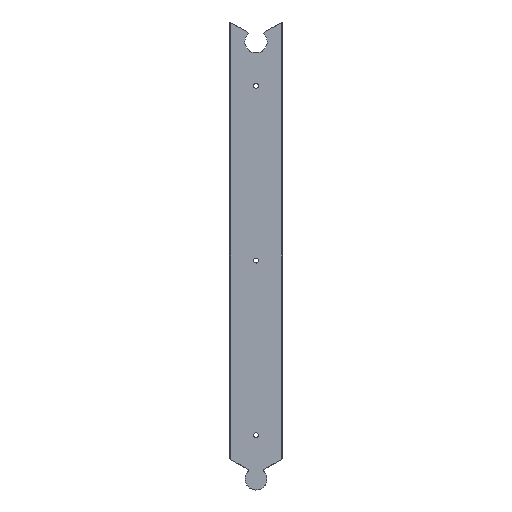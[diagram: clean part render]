
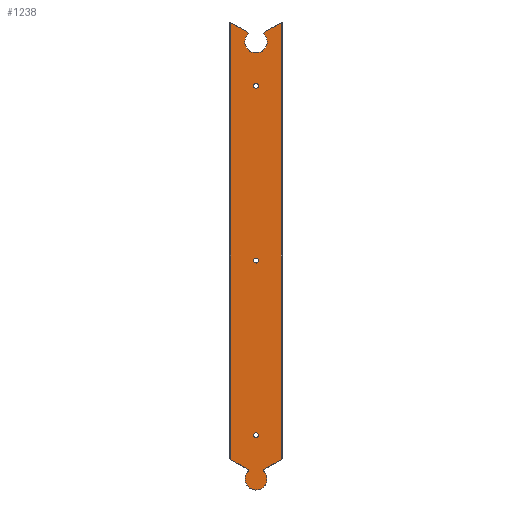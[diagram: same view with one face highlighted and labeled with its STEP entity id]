
A CAD part, front view. The second image highlights one B-rep face of the part: STEP entity #1238.
In plain terms, the highlighted planar face has unit normal (0, -1, 0).
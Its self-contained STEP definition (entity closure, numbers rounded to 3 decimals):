
#366=DIRECTION('',(0.866,0.,0.5));
#367=VECTOR('',#366,22.205);
#368=CARTESIAN_POINT('',(9.77,0.,-511.749));
#369=LINE('',#368,#367);
#373=CARTESIAN_POINT('',(9.261,0.,-514.978));
#374=CARTESIAN_POINT('',(9.076,0.,-514.77));
#375=CARTESIAN_POINT('',(8.831,0.,-514.361));
#376=CARTESIAN_POINT('',(8.674,0.,-513.608));
#377=CARTESIAN_POINT('',(8.794,0.,-512.865));
#378=CARTESIAN_POINT('',(9.169,0.,-512.201));
#379=CARTESIAN_POINT('',(9.544,0.,-511.879));
#380=CARTESIAN_POINT('',(9.77,0.,-511.749));
#385=CARTESIAN_POINT('',(-9.261,0.,-514.978));
#386=CARTESIAN_POINT('',(-10.012,0.,-515.819));
#387=CARTESIAN_POINT('',(-11.257,0.,-517.673));
#388=CARTESIAN_POINT('',(-12.332,0.,-520.879));
#389=CARTESIAN_POINT('',(-12.507,0.,-524.254));
#390=CARTESIAN_POINT('',(-11.787,0.,-527.541));
#391=CARTESIAN_POINT('',(-10.168,0.,-530.589));
#392=CARTESIAN_POINT('',(-7.805,0.,-533.052));
#393=CARTESIAN_POINT('',(-4.879,0.,-534.786));
#394=CARTESIAN_POINT('',(-1.607,0.,-535.669));
#395=CARTESIAN_POINT('',(1.774,0.,-535.646));
#396=CARTESIAN_POINT('',(5.021,0.,-534.724));
#397=CARTESIAN_POINT('',(7.903,0.,-532.97));
#398=CARTESIAN_POINT('',(10.218,0.,-530.514));
#399=CARTESIAN_POINT('',(11.799,0.,-527.498));
#400=CARTESIAN_POINT('',(12.505,0.,-524.252));
#401=CARTESIAN_POINT('',(12.335,0.,-520.886));
#402=CARTESIAN_POINT('',(11.255,0.,-517.667));
#403=CARTESIAN_POINT('',(10.01,0.,-515.817));
#404=CARTESIAN_POINT('',(9.261,0.,-514.978));
#409=CARTESIAN_POINT('',(-9.77,0.,-511.749));
#410=CARTESIAN_POINT('',(-9.544,0.,-511.879));
#411=CARTESIAN_POINT('',(-9.169,0.,-512.201));
#412=CARTESIAN_POINT('',(-8.794,0.,-512.865));
#413=CARTESIAN_POINT('',(-8.674,0.,-513.609));
#414=CARTESIAN_POINT('',(-8.831,0.,-514.361));
#415=CARTESIAN_POINT('',(-9.076,0.,-514.77));
#416=CARTESIAN_POINT('',(-9.261,0.,-514.978));
#421=DIRECTION('',(0.866,0.,-0.5));
#422=VECTOR('',#421,22.205);
#423=CARTESIAN_POINT('',(-29.,0.,-500.646));
#424=LINE('',#423,#422);
#428=DIRECTION('',(-0.866,0.,0.5));
#429=VECTOR('',#428,22.032);
#430=CARTESIAN_POINT('',(-9.92,0.,-11.709));
#431=LINE('',#430,#429);
#435=CARTESIAN_POINT('',(-9.481,0.,-14.472));
#436=CARTESIAN_POINT('',(-9.287,0.,-14.254));
#437=CARTESIAN_POINT('',(-9.043,0.,-13.8));
#438=CARTESIAN_POINT('',(-8.98,0.,-12.975));
#439=CARTESIAN_POINT('',(-9.292,0.,-12.214));
#440=CARTESIAN_POINT('',(-9.673,0.,-11.851));
#441=CARTESIAN_POINT('',(-9.92,0.,-11.709));
#446=CARTESIAN_POINT('',(0.,0.,-22.92));
#447=DIRECTION('',(0.,1.,0.));
#448=DIRECTION('',(0.747,0.,0.664));
#449=AXIS2_PLACEMENT_3D('',#446,#447,#448);
#454=CARTESIAN_POINT('',(9.92,0.,-11.709));
#455=CARTESIAN_POINT('',(9.673,0.,-11.851));
#456=CARTESIAN_POINT('',(9.292,0.,-12.214));
#457=CARTESIAN_POINT('',(8.98,0.,-12.975));
#458=CARTESIAN_POINT('',(9.043,0.,-13.8));
#459=CARTESIAN_POINT('',(9.287,0.,-14.254));
#460=CARTESIAN_POINT('',(9.481,0.,-14.472));
#465=DIRECTION('',(-0.866,0.,-0.5));
#466=VECTOR('',#465,22.032);
#467=CARTESIAN_POINT('',(29.,0.,-0.693));
#468=LINE('',#467,#466);
#472=CARTESIAN_POINT('',(0.,0.,-73.07));
#473=DIRECTION('',(0.,1.,0.));
#474=DIRECTION('',(0.,0.,-1.));
#475=AXIS2_PLACEMENT_3D('',#472,#473,#474);
#480=CARTESIAN_POINT('',(0.,0.,-73.07));
#481=DIRECTION('',(0.,1.,0.));
#482=DIRECTION('',(0.,0.,1.));
#483=AXIS2_PLACEMENT_3D('',#480,#481,#482);
#488=CARTESIAN_POINT('',(0.,0.,-273.07));
#489=DIRECTION('',(0.,1.,0.));
#490=DIRECTION('',(0.,0.,-1.));
#491=AXIS2_PLACEMENT_3D('',#488,#489,#490);
#496=CARTESIAN_POINT('',(0.,0.,-273.07));
#497=DIRECTION('',(0.,1.,0.));
#498=DIRECTION('',(0.,0.,1.));
#499=AXIS2_PLACEMENT_3D('',#496,#497,#498);
#504=CARTESIAN_POINT('',(0.,0.,-473.07));
#505=DIRECTION('',(0.,1.,0.));
#506=DIRECTION('',(0.,0.,-1.));
#507=AXIS2_PLACEMENT_3D('',#504,#505,#506);
#512=CARTESIAN_POINT('',(0.,0.,-473.07));
#513=DIRECTION('',(0.,1.,0.));
#514=DIRECTION('',(0.,0.,1.));
#515=AXIS2_PLACEMENT_3D('',#512,#513,#514);
#569=DIRECTION('',(0.,0.,1.));
#570=VECTOR('',#569,499.954);
#571=CARTESIAN_POINT('',(-29.,0.,-500.646));
#572=LINE('',#571,#570);
#674=DIRECTION('',(0.,0.,-1.));
#675=VECTOR('',#674,499.954);
#676=CARTESIAN_POINT('',(29.,0.,-0.693));
#677=LINE('',#676,#675);
#829=CARTESIAN_POINT('',(-29.,0.,-500.646));
#831=VERTEX_POINT('',#829);
#836=CARTESIAN_POINT('',(9.491,0.,-14.482));
#837=CARTESIAN_POINT('',(-9.491,0.,-14.482));
#838=VERTEX_POINT('',#836);
#839=VERTEX_POINT('',#837);
#843=CARTESIAN_POINT('',(-9.92,0.,-11.709));
#845=VERTEX_POINT('',#843);
#846=CARTESIAN_POINT('',(9.77,0.,-511.749));
#847=CARTESIAN_POINT('',(29.,0.,-500.646));
#848=VERTEX_POINT('',#846);
#849=VERTEX_POINT('',#847);
#854=CARTESIAN_POINT('',(-9.77,0.,-511.749));
#856=VERTEX_POINT('',#854);
#862=CARTESIAN_POINT('',(9.92,0.,-11.709));
#864=VERTEX_POINT('',#862);
#876=CARTESIAN_POINT('',(29.,0.,-0.693));
#877=VERTEX_POINT('',#876);
#890=CARTESIAN_POINT('',(-9.261,0.,-514.978));
#892=VERTEX_POINT('',#890);
#908=CARTESIAN_POINT('',(9.261,0.,-514.978));
#909=VERTEX_POINT('',#908);
#916=CARTESIAN_POINT('',(-29.,0.,-0.693));
#917=VERTEX_POINT('',#916);
#944=CARTESIAN_POINT('',(0.,0.,-270.22));
#946=VERTEX_POINT('',#944);
#948=CARTESIAN_POINT('',(0.,0.,-275.92));
#950=VERTEX_POINT('',#948);
#952=CARTESIAN_POINT('',(0.,0.,-470.22));
#954=VERTEX_POINT('',#952);
#956=CARTESIAN_POINT('',(0.,0.,-475.92));
#958=VERTEX_POINT('',#956);
#960=CARTESIAN_POINT('',(0.,0.,-70.22));
#962=VERTEX_POINT('',#960);
#964=CARTESIAN_POINT('',(0.,0.,-75.92));
#966=VERTEX_POINT('',#964);
#1192=CARTESIAN_POINT('',(30.,0.,-550.));
#1193=DIRECTION('',(0.,-1.,0.));
#1194=DIRECTION('',(0.,0.,-1.));
#1195=AXIS2_PLACEMENT_3D('',#1192,#1193,#1194);
#1196=PLANE('',#1195);
#1197=ORIENTED_EDGE('',*,*,#1034,.F.);
#1199=ORIENTED_EDGE('',*,*,#1198,.F.);
#1201=ORIENTED_EDGE('',*,*,#1200,.F.);
#1203=ORIENTED_EDGE('',*,*,#1202,.F.);
#1204=ORIENTED_EDGE('',*,*,#1175,.F.);
#1206=ORIENTED_EDGE('',*,*,#1205,.T.);
#1208=ORIENTED_EDGE('',*,*,#1207,.F.);
#1210=ORIENTED_EDGE('',*,*,#1209,.F.);
#1212=ORIENTED_EDGE('',*,*,#1211,.F.);
#1214=ORIENTED_EDGE('',*,*,#1213,.F.);
#1215=ORIENTED_EDGE('',*,*,#993,.F.);
#1217=ORIENTED_EDGE('',*,*,#1216,.T.);
#1218=EDGE_LOOP('',(#1197,#1199,#1201,#1203,#1204,#1206,#1208,#1210,#1212,#1214,
#1215,#1217));
#1219=FACE_OUTER_BOUND('',#1218,.F.);
#1221=ORIENTED_EDGE('',*,*,#1220,.F.);
#1223=ORIENTED_EDGE('',*,*,#1222,.F.);
#1224=EDGE_LOOP('',(#1221,#1223));
#1225=FACE_BOUND('',#1224,.F.);
#1227=ORIENTED_EDGE('',*,*,#1226,.F.);
#1229=ORIENTED_EDGE('',*,*,#1228,.F.);
#1230=EDGE_LOOP('',(#1227,#1229));
#1231=FACE_BOUND('',#1230,.F.);
#1233=ORIENTED_EDGE('',*,*,#1232,.F.);
#1235=ORIENTED_EDGE('',*,*,#1234,.F.);
#1236=EDGE_LOOP('',(#1233,#1235));
#1237=FACE_BOUND('',#1236,.F.);
#1238=ADVANCED_FACE('',(#1219,#1225,#1231,#1237),#1196,.T.);
#381=B_SPLINE_CURVE_WITH_KNOTS('',3,(#373,#374,#375,#376,#377,#378,#379,#380),
.UNSPECIFIED.,.F.,.F.,(4,1,1,1,1,4),(0.,0.2,0.4,0.6,0.8,1.),
.UNSPECIFIED.);
#405=B_SPLINE_CURVE_WITH_KNOTS('',3,(#385,#386,#387,#388,#389,#390,#391,#392,
#393,#394,#395,#396,#397,#398,#399,#400,#401,#402,#403,#404),.UNSPECIFIED.,.F.,
.F.,(4,1,1,1,1,1,1,1,1,1,1,1,1,1,1,1,1,4),(0.,0.059,
0.118,0.176,0.235,0.294,
0.353,0.412,0.471,0.529,
0.588,0.647,0.706,0.765,
0.824,0.882,0.941,1.),.UNSPECIFIED.);
#417=B_SPLINE_CURVE_WITH_KNOTS('',3,(#409,#410,#411,#412,#413,#414,#415,#416),
.UNSPECIFIED.,.F.,.F.,(4,1,1,1,1,4),(0.,0.2,0.4,0.6,0.8,1.),
.UNSPECIFIED.);
#442=B_SPLINE_CURVE_WITH_KNOTS('',3,(#435,#436,#437,#438,#439,#440,#441),
.UNSPECIFIED.,.F.,.F.,(4,1,1,1,4),(0.,0.25,0.5,0.75,1.),
.UNSPECIFIED.);
#450=CIRCLE('',#449,12.7);
#461=B_SPLINE_CURVE_WITH_KNOTS('',3,(#454,#455,#456,#457,#458,#459,#460),
.UNSPECIFIED.,.F.,.F.,(4,1,1,1,4),(0.,0.25,0.5,0.75,1.),
.UNSPECIFIED.);
#476=CIRCLE('',#475,2.85);
#484=CIRCLE('',#483,2.85);
#492=CIRCLE('',#491,2.85);
#500=CIRCLE('',#499,2.85);
#508=CIRCLE('',#507,2.85);
#516=CIRCLE('',#515,2.85);
#993=EDGE_CURVE('',#877,#864,#468,.T.);
#1034=EDGE_CURVE('',#848,#849,#369,.T.);
#1175=EDGE_CURVE('',#831,#856,#424,.T.);
#1198=EDGE_CURVE('',#909,#848,#381,.T.);
#1200=EDGE_CURVE('',#892,#909,#405,.T.);
#1202=EDGE_CURVE('',#856,#892,#417,.T.);
#1205=EDGE_CURVE('',#831,#917,#572,.T.);
#1207=EDGE_CURVE('',#845,#917,#431,.T.);
#1209=EDGE_CURVE('',#839,#845,#442,.T.);
#1211=EDGE_CURVE('',#838,#839,#450,.T.);
#1213=EDGE_CURVE('',#864,#838,#461,.T.);
#1216=EDGE_CURVE('',#877,#849,#677,.T.);
#1220=EDGE_CURVE('',#966,#962,#476,.T.);
#1222=EDGE_CURVE('',#962,#966,#484,.T.);
#1226=EDGE_CURVE('',#950,#946,#492,.T.);
#1228=EDGE_CURVE('',#946,#950,#500,.T.);
#1232=EDGE_CURVE('',#958,#954,#508,.T.);
#1234=EDGE_CURVE('',#954,#958,#516,.T.);
